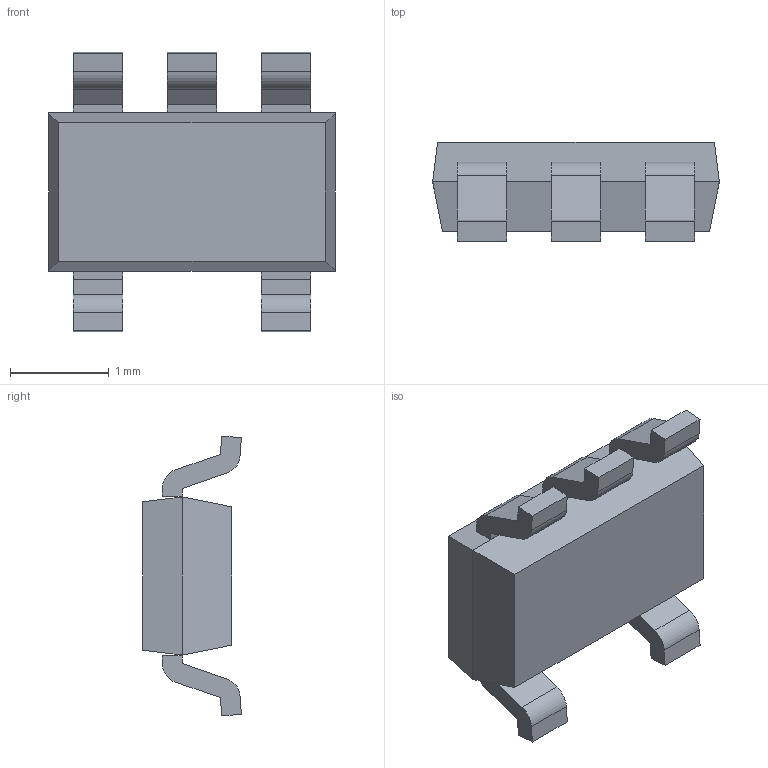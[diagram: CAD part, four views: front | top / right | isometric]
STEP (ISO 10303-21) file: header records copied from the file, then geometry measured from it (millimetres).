
FILE_DESCRIPTION (( 'STEP AP214' ), '1' );
FILE_NAME ('TSOT5 (UJ-5).STEP', '2018-12-12T08:14:29', ( '' ), ( '' ), 'SwSTEP 2.0', 'SolidWorks 2018', '' );
FILE_SCHEMA (( 'AUTOMOTIVE_DESIGN' ));
Length unit declared in the file: millimetre
Products named in the file (3): P; Body; TSOT5 (UJ-5)
Assembly tree (6 placements, depth 2):
  TSOT5 (UJ-5)
    Body
    P  x5
Bounding box: 2.9 x 1 x 2.83 mm (x, y, z)
Volume: 4.4 mm3; surface area: 23.8 mm2
Topology: 6 solids, 6 shells, 73 faces, 176 edges, 116 vertices
Faces by surface type: plane 61, cylinder 12
Entity records: 839 total; most frequent: DIRECTION 132, CARTESIAN_POINT 126, ORIENTED_EDGE 112, EDGE_CURVE 56, VECTOR 48, LINE 48, AXIS2_PLACEMENT_3D 42, VERTEX_POINT 36
